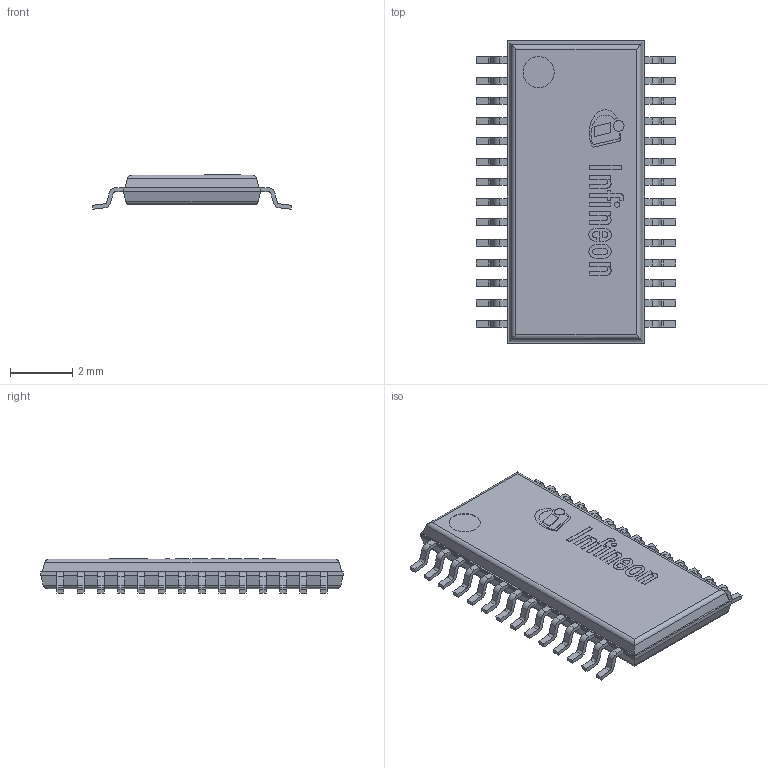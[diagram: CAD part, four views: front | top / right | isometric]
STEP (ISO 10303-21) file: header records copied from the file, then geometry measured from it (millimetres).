
FILE_DESCRIPTION(/* description */ (''),/* implementation_level */ '2;1');
FILE_NAME(/* name */ 'PG-TSSOP-28-2_Z8B00008814_V09_3D.stp',/* time_stamp */ '2024-06-19T19:28:02+05:30',/* author */ ('sivamani'),/* organization */ (''),/* preprocessor_version */ 'ST-DEVELOPER v19.2',/* originating_system */ 'AutoCAD Mechanical',/* authorisation */ '');
FILE_SCHEMA (('AUTOMOTIVE_DESIGN { 1 0 10303 214 3 1 1 }'));
Length unit declared in the file: millimetre
Products named in the file (1): Product
Bounding box: 6.4 x 9.7 x 1.11 mm (x, y, z)
Volume: 39.7 mm3; surface area: 305.6 mm2
Topology: 44 solids, 44 shells, 536 faces, 1333 edges, 886 vertices
Faces by surface type: plane 392, cylinder 126, bspline 18
Full cylindrical faces by diameter (mm): 0.168 x1, 0.345 x1, 1 x2
Entity records: 16067 total; most frequent: CARTESIAN_POINT 3126, ORIENTED_EDGE 2666, DIRECTION 2579, EDGE_CURVE 1333, LINE 1053, VECTOR 1053, VERTEX_POINT 886, AXIS2_PLACEMENT_3D 763
